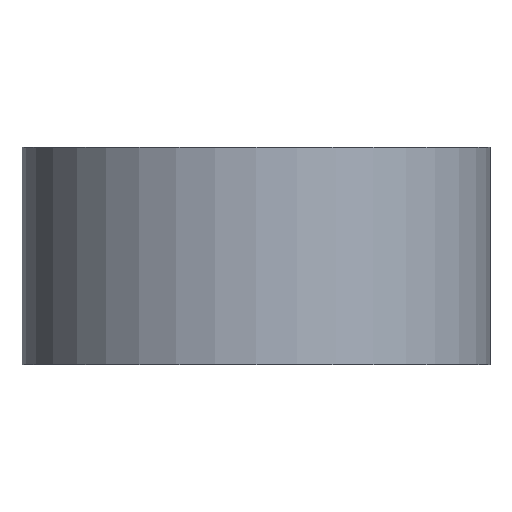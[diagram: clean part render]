
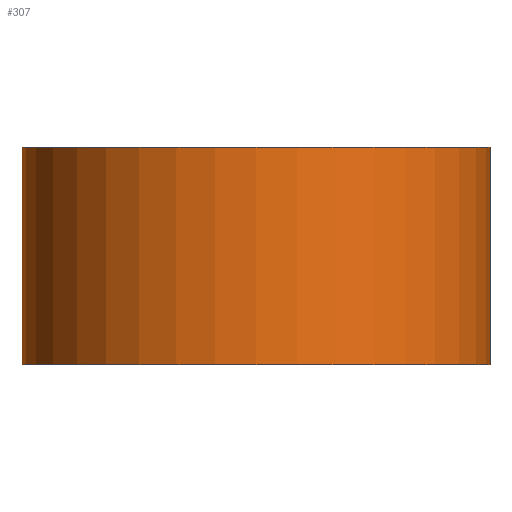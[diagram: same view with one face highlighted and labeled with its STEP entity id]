
A CAD part, front view. The second image highlights one B-rep face of the part: STEP entity #307.
In plain terms, the highlighted cylindrical face has radius 10.75 mm (diameter 21.5 mm), a partial arc.
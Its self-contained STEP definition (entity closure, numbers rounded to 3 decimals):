
#6 = VERTEX_POINT ( 'NONE', #314 ) ;
#9 = EDGE_CURVE ( 'NONE', #44, #6, #389, .T. ) ;
#44 = VERTEX_POINT ( 'NONE', #144 ) ;
#47 = EDGE_CURVE ( 'NONE', #48, #69, #93, .T. ) ;
#48 = VERTEX_POINT ( 'NONE', #115 ) ;
#69 = VERTEX_POINT ( 'NONE', #165 ) ;
#90 = DIRECTION ( 'NONE',  ( 0., 0., 1. ) ) ;
#91 = VECTOR ( 'NONE', #90, 1000. ) ;
#92 = CARTESIAN_POINT ( 'NONE',  ( -10.75, 0., 0. ) ) ;
#93 = LINE ( 'NONE', #92, #91 ) ;
#97 = DIRECTION ( 'NONE',  ( 1., 0., 0. ) ) ;
#98 = DIRECTION ( 'NONE',  ( 0., 0., 1. ) ) ;
#99 = CARTESIAN_POINT ( 'NONE',  ( 0., 0., 0. ) ) ;
#100 = AXIS2_PLACEMENT_3D ( 'NONE', #99, #98, #97 ) ;
#102 = CYLINDRICAL_SURFACE ( 'NONE', #100, 10.75 ) ;
#115 = CARTESIAN_POINT ( 'NONE',  ( -10.75, 0., -10. ) ) ;
#144 = CARTESIAN_POINT ( 'NONE',  ( 10.75, 0., -10. ) ) ;
#149 = DIRECTION ( 'NONE',  ( 1., 0., 0. ) ) ;
#150 = DIRECTION ( 'NONE',  ( 0., 0., 1. ) ) ;
#151 = CARTESIAN_POINT ( 'NONE',  ( 0., 0., 0. ) ) ;
#152 = AXIS2_PLACEMENT_3D ( 'NONE', #151, #150, #149 ) ;
#153 = CIRCLE ( 'NONE', #152, 10.75 ) ;
#154 = FACE_OUTER_BOUND ( 'NONE', #308, .T. ) ;
#165 = CARTESIAN_POINT ( 'NONE',  ( -10.75, 0., 0. ) ) ;
#212 = DIRECTION ( 'NONE',  ( 0., 0., 1. ) ) ;
#213 = CARTESIAN_POINT ( 'NONE',  ( 0., 0., -10. ) ) ;
#214 = AXIS2_PLACEMENT_3D ( 'NONE', #213, #212, #299 ) ;
#215 = CIRCLE ( 'NONE', #214, 10.75 ) ;
#299 = DIRECTION ( 'NONE',  ( 1., 0., 0. ) ) ;
#305 = EDGE_CURVE ( 'NONE', #69, #6, #153, .T. ) ;
#307 = ADVANCED_FACE ( 'NONE', ( #154 ), #102, .T. ) ;
#308 = EDGE_LOOP ( 'NONE', ( #334, #335, #332, #333 ) ) ;
#314 = CARTESIAN_POINT ( 'NONE',  ( 10.75, 0., 0. ) ) ;
#332 = ORIENTED_EDGE ( 'NONE', *, *, #9, .T. ) ;
#333 = ORIENTED_EDGE ( 'NONE', *, *, #305, .F. ) ;
#334 = ORIENTED_EDGE ( 'NONE', *, *, #47, .F. ) ;
#335 = ORIENTED_EDGE ( 'NONE', *, *, #336, .T. ) ;
#336 = EDGE_CURVE ( 'NONE', #48, #44, #215, .T. ) ;
#386 = DIRECTION ( 'NONE',  ( 0., 0., 1. ) ) ;
#387 = VECTOR ( 'NONE', #386, 1000. ) ;
#388 = CARTESIAN_POINT ( 'NONE',  ( 10.75, 0., 0. ) ) ;
#389 = LINE ( 'NONE', #388, #387 ) ;
